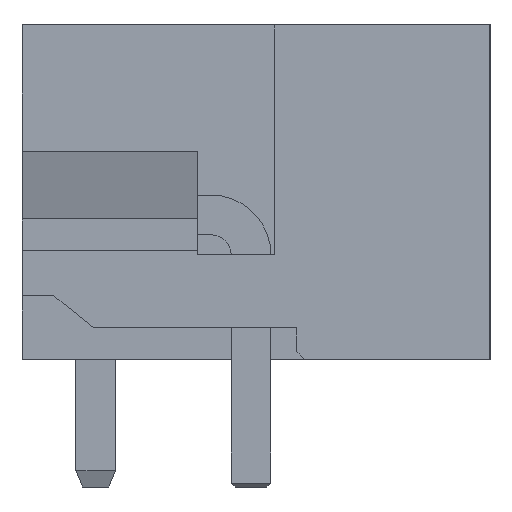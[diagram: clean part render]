
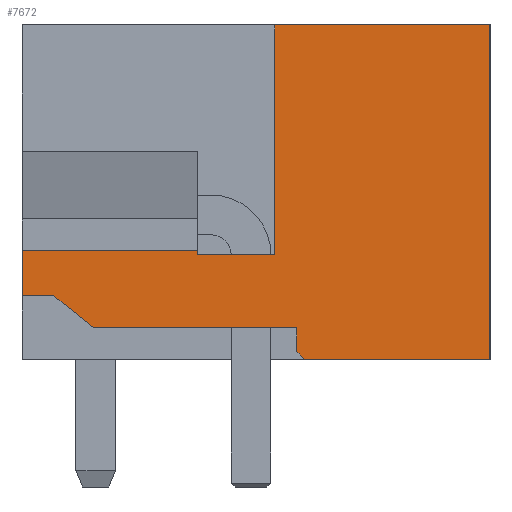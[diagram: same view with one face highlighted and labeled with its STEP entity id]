
A CAD part, left-side view. The second image highlights one B-rep face of the part: STEP entity #7672.
In plain terms, the highlighted planar face has unit normal (-1, 0, 0).
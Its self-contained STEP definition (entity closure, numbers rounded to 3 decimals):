
#7636=AXIS2_PLACEMENT_3D('Plane Axis2P3D',#7633,#7634,#7635) ;
#530=CARTESIAN_POINT('Vertex',(0.,0.,3.2)) ;
#533=CARTESIAN_POINT('Line Origine',(0.,2.325,3.2)) ;
#537=CARTESIAN_POINT('Vertex',(0.,4.65,3.2)) ;
#1158=CARTESIAN_POINT('Vertex',(0.,0.,11.6)) ;
#1161=CARTESIAN_POINT('Line Origine',(0.,0.,7.4)) ;
#2176=CARTESIAN_POINT('Vertex',(0.,5.4,11.6)) ;
#2179=CARTESIAN_POINT('Line Origine',(0.,2.7,11.6)) ;
#2335=CARTESIAN_POINT('Vertex',(0.,11.75,4.8)) ;
#2338=CARTESIAN_POINT('Line Origine',(0.,11.75,5.365)) ;
#2342=CARTESIAN_POINT('Vertex',(0.,11.75,5.93)) ;
#7151=CARTESIAN_POINT('Line Origine',(0.,11.35,4.8)) ;
#7155=CARTESIAN_POINT('Vertex',(0.,10.95,4.8)) ;
#7223=CARTESIAN_POINT('Line Origine',(0.,10.45,4.4)) ;
#7227=CARTESIAN_POINT('Vertex',(0.,9.95,4.)) ;
#7247=CARTESIAN_POINT('Line Origine',(0.,4.75,3.3)) ;
#7251=CARTESIAN_POINT('Vertex',(0.,4.85,3.4)) ;
#7271=CARTESIAN_POINT('Line Origine',(0.,4.85,3.7)) ;
#7275=CARTESIAN_POINT('Vertex',(0.,4.85,4.)) ;
#7295=CARTESIAN_POINT('Line Origine',(0.,7.4,4.)) ;
#7318=CARTESIAN_POINT('Vertex',(0.,7.35,5.93)) ;
#7326=CARTESIAN_POINT('Line Origine',(0.,9.55,5.93)) ;
#7633=CARTESIAN_POINT('Axis2P3D Location',(0.,0.,0.)) ;
#7638=CARTESIAN_POINT('Line Origine',(0.,5.4,8.715)) ;
#7642=CARTESIAN_POINT('Vertex',(0.,5.4,5.83)) ;
#7645=CARTESIAN_POINT('Line Origine',(0.,6.375,5.83)) ;
#7649=CARTESIAN_POINT('Vertex',(0.,7.35,5.83)) ;
#7652=CARTESIAN_POINT('Line Origine',(0.,7.35,5.88)) ;
#534=DIRECTION('Vector Direction',(0.,1.,0.)) ;
#1162=DIRECTION('Vector Direction',(0.,0.,1.)) ;
#2180=DIRECTION('Vector Direction',(0.,-1.,0.)) ;
#2339=DIRECTION('Vector Direction',(0.,0.,-1.)) ;
#7152=DIRECTION('Vector Direction',(0.,-1.,0.)) ;
#7224=DIRECTION('Vector Direction',(0.,-0.781,-0.625)) ;
#7248=DIRECTION('Vector Direction',(0.,-0.707,-0.707)) ;
#7272=DIRECTION('Vector Direction',(0.,0.,-1.)) ;
#7296=DIRECTION('Vector Direction',(0.,-1.,0.)) ;
#7327=DIRECTION('Vector Direction',(0.,1.,0.)) ;
#7634=DIRECTION('Axis2P3D Direction',(-1.,0.,0.)) ;
#7635=DIRECTION('Axis2P3D XDirection',(0.,-1.,0.)) ;
#7639=DIRECTION('Vector Direction',(0.,0.,-1.)) ;
#7646=DIRECTION('Vector Direction',(0.,1.,0.)) ;
#7653=DIRECTION('Vector Direction',(0.,0.,-1.)) ;
#535=VECTOR('Line Direction',#534,1.) ;
#1163=VECTOR('Line Direction',#1162,1.) ;
#2181=VECTOR('Line Direction',#2180,1.) ;
#2340=VECTOR('Line Direction',#2339,1.) ;
#7153=VECTOR('Line Direction',#7152,1.) ;
#7225=VECTOR('Line Direction',#7224,1.) ;
#7249=VECTOR('Line Direction',#7248,1.) ;
#7273=VECTOR('Line Direction',#7272,1.) ;
#7297=VECTOR('Line Direction',#7296,1.) ;
#7328=VECTOR('Line Direction',#7327,1.) ;
#7640=VECTOR('Line Direction',#7639,1.) ;
#7647=VECTOR('Line Direction',#7646,1.) ;
#7654=VECTOR('Line Direction',#7653,1.) ;
#7658=ORIENTED_EDGE('',*,*,#7330,.T.) ;
#7659=ORIENTED_EDGE('',*,*,#2344,.T.) ;
#7660=ORIENTED_EDGE('',*,*,#7157,.F.) ;
#7661=ORIENTED_EDGE('',*,*,#7229,.F.) ;
#7662=ORIENTED_EDGE('',*,*,#7299,.F.) ;
#7663=ORIENTED_EDGE('',*,*,#7277,.F.) ;
#7664=ORIENTED_EDGE('',*,*,#7253,.F.) ;
#7665=ORIENTED_EDGE('',*,*,#539,.T.) ;
#7666=ORIENTED_EDGE('',*,*,#1165,.T.) ;
#7667=ORIENTED_EDGE('',*,*,#2183,.T.) ;
#7668=ORIENTED_EDGE('',*,*,#7644,.T.) ;
#7669=ORIENTED_EDGE('',*,*,#7651,.T.) ;
#7670=ORIENTED_EDGE('',*,*,#7656,.F.) ;
#7672=ADVANCED_FACE('HOUSING',(#7671),#7637,.T.) ;
#539=EDGE_CURVE('',#538,#531,#536,.F.) ;
#1165=EDGE_CURVE('',#531,#1159,#1164,.T.) ;
#2183=EDGE_CURVE('',#1159,#2177,#2182,.F.) ;
#2344=EDGE_CURVE('',#2343,#2336,#2341,.T.) ;
#7157=EDGE_CURVE('',#7156,#2336,#7154,.F.) ;
#7229=EDGE_CURVE('',#7228,#7156,#7226,.F.) ;
#7253=EDGE_CURVE('',#538,#7252,#7250,.F.) ;
#7277=EDGE_CURVE('',#7252,#7276,#7274,.F.) ;
#7299=EDGE_CURVE('',#7276,#7228,#7298,.F.) ;
#7330=EDGE_CURVE('',#7319,#2343,#7329,.T.) ;
#7644=EDGE_CURVE('',#2177,#7643,#7641,.T.) ;
#7651=EDGE_CURVE('',#7643,#7650,#7648,.T.) ;
#7656=EDGE_CURVE('',#7319,#7650,#7655,.T.) ;
#7657=EDGE_LOOP('',(#7658,#7659,#7660,#7661,#7662,#7663,#7664,#7665,#7666,#7667,#7668,#7669,#7670)) ;
#7671=FACE_OUTER_BOUND('',#7657,.T.) ;
#536=LINE('Line',#533,#535) ;
#1164=LINE('Line',#1161,#1163) ;
#2182=LINE('Line',#2179,#2181) ;
#2341=LINE('Line',#2338,#2340) ;
#7154=LINE('Line',#7151,#7153) ;
#7226=LINE('Line',#7223,#7225) ;
#7250=LINE('Line',#7247,#7249) ;
#7274=LINE('Line',#7271,#7273) ;
#7298=LINE('Line',#7295,#7297) ;
#7329=LINE('Line',#7326,#7328) ;
#7641=LINE('Line',#7638,#7640) ;
#7648=LINE('Line',#7645,#7647) ;
#7655=LINE('Line',#7652,#7654) ;
#7637=PLANE('',#7636) ;
#531=VERTEX_POINT('',#530) ;
#538=VERTEX_POINT('',#537) ;
#1159=VERTEX_POINT('',#1158) ;
#2177=VERTEX_POINT('',#2176) ;
#2336=VERTEX_POINT('',#2335) ;
#2343=VERTEX_POINT('',#2342) ;
#7156=VERTEX_POINT('',#7155) ;
#7228=VERTEX_POINT('',#7227) ;
#7252=VERTEX_POINT('',#7251) ;
#7276=VERTEX_POINT('',#7275) ;
#7319=VERTEX_POINT('',#7318) ;
#7643=VERTEX_POINT('',#7642) ;
#7650=VERTEX_POINT('',#7649) ;
